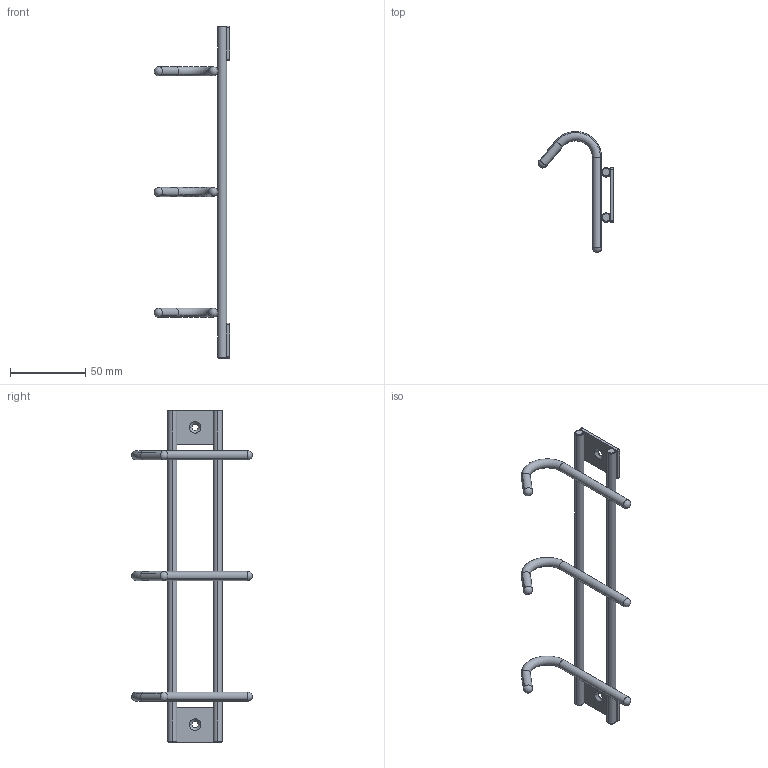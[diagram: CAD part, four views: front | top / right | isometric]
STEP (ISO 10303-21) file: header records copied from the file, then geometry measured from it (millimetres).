
FILE_DESCRIPTION(('Creo Elements/Direct Modeling STEP Export'),'2;1');
FILE_NAME('2256-220.stp','2017-09-06T 9:55:37',(''),(''),'Creo Elements/Direct Modeling STEP processor for AP214 (Solid Model)','Creo Elements/Direct Modeling 20.0 12-Nov-2016 (C) Parametric Technology GmbH','');
FILE_SCHEMA(('AUTOMOTIVE_DESIGN { 1 0 10303 214 1 1 1 1 }'));
Length unit declared in the file: millimetre
Products named in the file (2): Mantelhaken
Assembly tree (1 placements, depth 2):
  Mantelhaken
    Mantelhaken
Bounding box: 49.98 x 79.98 x 220 mm (x, y, z)
Volume: 25427 mm3; surface area: 18775.9 mm2
Topology: 7 solids, 7 shells, 68 faces, 184 edges, 114 vertices
Faces by surface type: cylinder 28, plane 16, cone 12, sphere 6, torus 6
Entity records: 1865 total; most frequent: ORIENTED_EDGE 352, DIRECTION 300, CARTESIAN_POINT 296, EDGE_CURVE 172, AXIS2_PLACEMENT_3D 118, VERTEX_POINT 114, EDGE_LOOP 72, FACE_OUTER_BOUND 68
